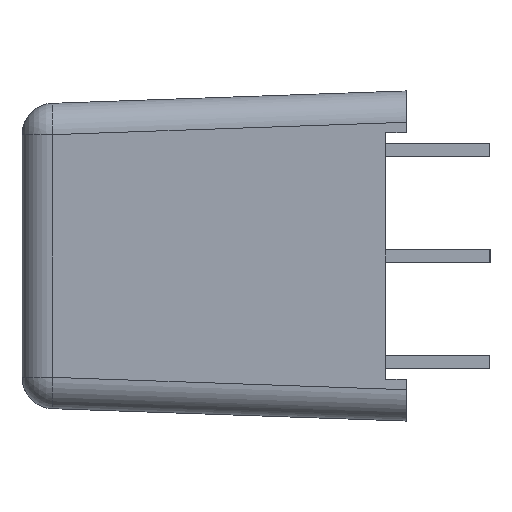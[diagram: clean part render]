
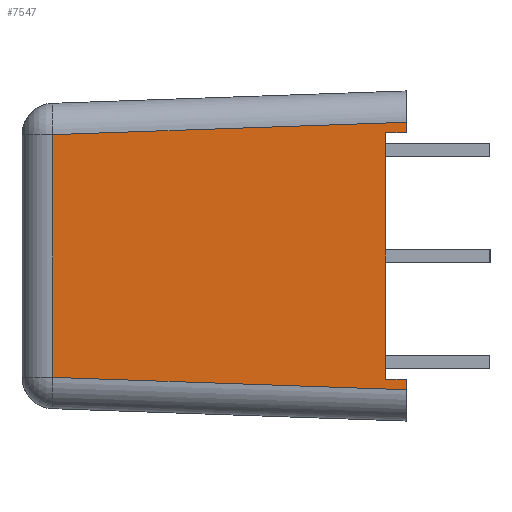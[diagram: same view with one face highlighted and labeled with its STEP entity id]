
A CAD part, left-side view. The second image highlights one B-rep face of the part: STEP entity #7547.
In plain terms, the highlighted planar face has unit normal (-1, 0.018, 0).
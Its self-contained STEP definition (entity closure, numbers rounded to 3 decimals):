
#107 = LINE ( 'NONE', #19834, #9377 ) ;
#193 = EDGE_CURVE ( 'NONE', #6795, #16866, #15553, .T. ) ;
#1244 = LINE ( 'NONE', #19385, #1793 ) ;
#1477 = ORIENTED_EDGE ( 'NONE', *, *, #14243, .T. ) ;
#1482 = VECTOR ( 'NONE', #2567, 1000. ) ;
#1793 = VECTOR ( 'NONE', #21120, 1000. ) ;
#1994 = CARTESIAN_POINT ( 'NONE',  ( -29.705, 16.926, -5.809 ) ) ;
#2482 = CARTESIAN_POINT ( 'NONE',  ( -30.001, -0.052, -6.402 ) ) ;
#2567 = DIRECTION ( 'NONE',  ( -0.017, -0.999, -0.035 ) ) ;
#3207 = EDGE_CURVE ( 'NONE', #13855, #6795, #10725, .T. ) ;
#3231 = VERTEX_POINT ( 'NONE', #1994 ) ;
#3297 = ORIENTED_EDGE ( 'NONE', *, *, #10668, .T. ) ;
#3494 = DIRECTION ( 'NONE',  ( 0., 0., 1. ) ) ;
#3545 = VERTEX_POINT ( 'NONE', #8260 ) ;
#3634 = CARTESIAN_POINT ( 'NONE',  ( -30., 0., -5.9 ) ) ;
#3798 = CARTESIAN_POINT ( 'NONE',  ( -30., 0., -7.9 ) ) ;
#4740 = VECTOR ( 'NONE', #20912, 1000. ) ;
#4782 = VECTOR ( 'NONE', #22533, 1000. ) ;
#4910 = CARTESIAN_POINT ( 'NONE',  ( -30., 0., 6.4 ) ) ;
#4995 = EDGE_CURVE ( 'NONE', #3545, #13855, #1244, .T. ) ;
#5408 = CARTESIAN_POINT ( 'NONE',  ( -30., 0., -7.9 ) ) ;
#5551 = VECTOR ( 'NONE', #3494, 1000. ) ;
#6069 = CARTESIAN_POINT ( 'NONE',  ( -29.983, 1., -5.9 ) ) ;
#6076 = LINE ( 'NONE', #2482, #1482 ) ;
#6795 = VERTEX_POINT ( 'NONE', #4910 ) ;
#7302 = DIRECTION ( 'NONE',  ( -0.017, -1., 0. ) ) ;
#7547 = ADVANCED_FACE ( 'NONE', ( #21666 ), #15956, .T. ) ;
#7858 = VERTEX_POINT ( 'NONE', #12159 ) ;
#8260 = CARTESIAN_POINT ( 'NONE',  ( -29.983, 1., 5.9 ) ) ;
#9123 = VECTOR ( 'NONE', #21570, 1000. ) ;
#9375 = ORIENTED_EDGE ( 'NONE', *, *, #4995, .T. ) ;
#9377 = VECTOR ( 'NONE', #21584, 1000. ) ;
#9485 = CARTESIAN_POINT ( 'NONE',  ( -30., 0., -7.9 ) ) ;
#10668 = EDGE_CURVE ( 'NONE', #7858, #17372, #18323, .T. ) ;
#10699 = DIRECTION ( 'NONE',  ( 0.017, 0.999, -0.035 ) ) ;
#10725 = LINE ( 'NONE', #5408, #5551 ) ;
#10958 = VECTOR ( 'NONE', #10699, 1000. ) ;
#11332 = CARTESIAN_POINT ( 'NONE',  ( -29.705, 16.926, 5.809 ) ) ;
#12134 = ORIENTED_EDGE ( 'NONE', *, *, #3207, .T. ) ;
#12159 = CARTESIAN_POINT ( 'NONE',  ( -30., 0., -6.4 ) ) ;
#13247 = EDGE_CURVE ( 'NONE', #19805, #3545, #18628, .T. ) ;
#13318 = EDGE_LOOP ( 'NONE', ( #22033, #9375, #12134, #16855, #17821, #18463, #3297, #1477 ) ) ;
#13855 = VERTEX_POINT ( 'NONE', #19952 ) ;
#13975 = LINE ( 'NONE', #3634, #4740 ) ;
#14243 = EDGE_CURVE ( 'NONE', #17372, #19805, #13975, .T. ) ;
#15553 = LINE ( 'NONE', #15837, #10958 ) ;
#15837 = CARTESIAN_POINT ( 'NONE',  ( -29.68, 18.348, 5.759 ) ) ;
#15956 = PLANE ( 'NONE',  #20043 ) ;
#16790 = EDGE_CURVE ( 'NONE', #16866, #3231, #107, .T. ) ;
#16855 = ORIENTED_EDGE ( 'NONE', *, *, #193, .T. ) ;
#16866 = VERTEX_POINT ( 'NONE', #11332 ) ;
#17372 = VERTEX_POINT ( 'NONE', #18015 ) ;
#17701 = DIRECTION ( 'NONE',  ( -1., 0.017, 0. ) ) ;
#17821 = ORIENTED_EDGE ( 'NONE', *, *, #16790, .T. ) ;
#18015 = CARTESIAN_POINT ( 'NONE',  ( -30., 0., -5.9 ) ) ;
#18323 = LINE ( 'NONE', #9485, #9123 ) ;
#18463 = ORIENTED_EDGE ( 'NONE', *, *, #20168, .T. ) ;
#18628 = LINE ( 'NONE', #20757, #4782 ) ;
#19385 = CARTESIAN_POINT ( 'NONE',  ( -30., 0., 5.9 ) ) ;
#19805 = VERTEX_POINT ( 'NONE', #6069 ) ;
#19834 = CARTESIAN_POINT ( 'NONE',  ( -29.705, 16.926, -7.257 ) ) ;
#19952 = CARTESIAN_POINT ( 'NONE',  ( -30., 0., 5.9 ) ) ;
#20043 = AXIS2_PLACEMENT_3D ( 'NONE', #3798, #17701, #7302 ) ;
#20168 = EDGE_CURVE ( 'NONE', #3231, #7858, #6076, .T. ) ;
#20757 = CARTESIAN_POINT ( 'NONE',  ( -29.983, 1., -7.9 ) ) ;
#20912 = DIRECTION ( 'NONE',  ( 0.017, 1., 0. ) ) ;
#21120 = DIRECTION ( 'NONE',  ( -0.017, -1., 0. ) ) ;
#21570 = DIRECTION ( 'NONE',  ( 0., 0., 1. ) ) ;
#21584 = DIRECTION ( 'NONE',  ( 0., 0., -1. ) ) ;
#21666 = FACE_OUTER_BOUND ( 'NONE', #13318, .T. ) ;
#22033 = ORIENTED_EDGE ( 'NONE', *, *, #13247, .T. ) ;
#22533 = DIRECTION ( 'NONE',  ( 0., 0., 1. ) ) ;
